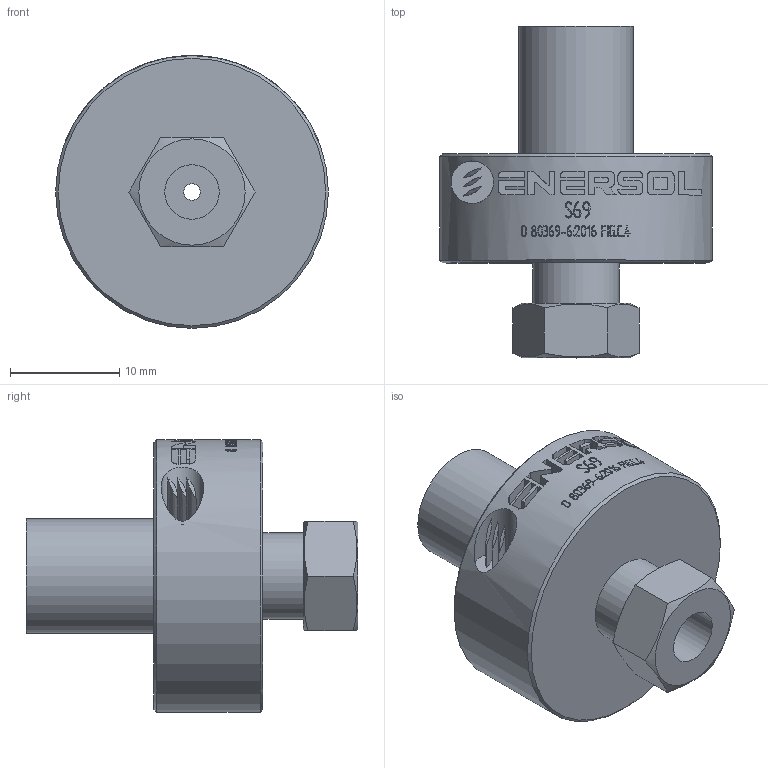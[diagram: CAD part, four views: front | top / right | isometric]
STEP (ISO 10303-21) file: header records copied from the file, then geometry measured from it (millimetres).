
FILE_DESCRIPTION(/* description */ ('Unknown'),/* implementation_level */ '2;1');
FILE_NAME(/* name */ 'Enersol ISO 80369-6-2016 FigC4 (S69)',/* time_stamp */ '2016-09-08T17:02:03+10:00',/* author */ ('Unknown'),/* organization */ ('Unknown'),/* preprocessor_version */ 'ST-DEVELOPER v16.7',/* originating_system */ 'DEX',/* authorisation */ $);
FILE_SCHEMA (('AUTOMOTIVE_DESIGN {1 0 10303 214 3 1 1}'));
Length unit declared in the file: millimetre
Products named in the file (1): Enersol ISO 80369-6-2016 FigC4 (S69)
Bounding box: 25 x 30.4 x 25 mm (x, y, z)
Volume: 5469.9 mm3; surface area: 4109.7 mm2
Topology: 1 solids, 1 shells, 315 faces, 774 edges, 517 vertices
Faces by surface type: plane 205, bspline 58, cylinder 47, cone 5
Full cylindrical faces by diameter (mm): 1.5 x1, 3.906 x1, 5 x1, 7 x1, 7.9 x1, 10.5 x1, 25 x1
Entity records: 10939 total; most frequent: CARTESIAN_POINT 3893, ORIENTED_EDGE 1498, DIRECTION 1236, EDGE_CURVE 749, VERTEX_POINT 512, LINE 468, VECTOR 468, EDGE_LOOP 393
